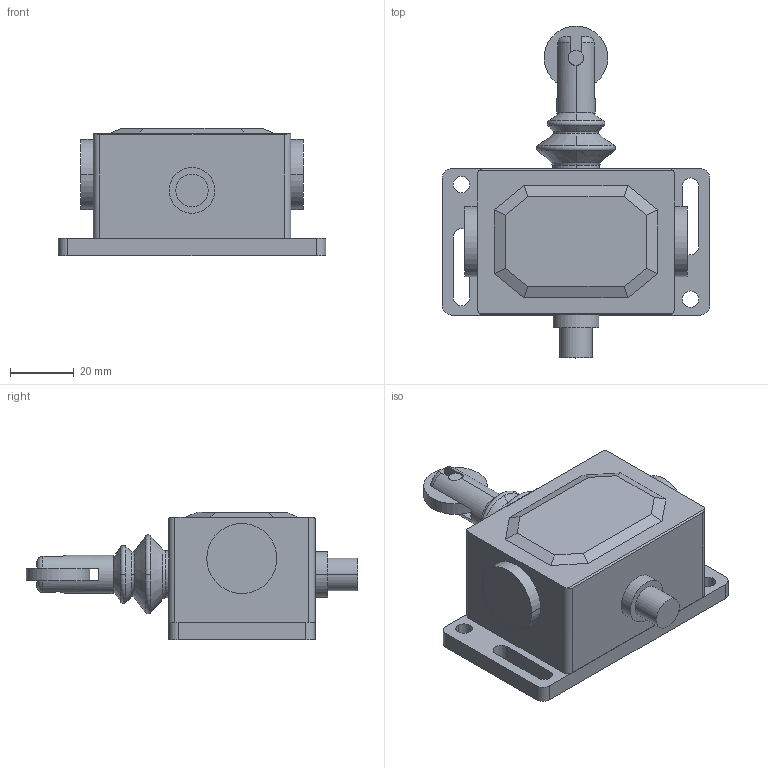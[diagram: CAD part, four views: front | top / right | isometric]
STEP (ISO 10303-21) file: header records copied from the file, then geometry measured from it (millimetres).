
FILE_DESCRIPTION((''),'2;1');
FILE_NAME('3d_PLNA1R.stp','2012-10-03T08:02:29',(''),(''),'Mechanical Desktop 2011','Mechanical Desktop 2011',', , ');
FILE_SCHEMA(('CONFIG_CONTROL_DESIGN'));
Length unit declared in the file: millimetre
Products named in the file (1): Product
Bounding box: 84 x 104.3 x 40 mm (x, y, z)
Volume: 127605.1 mm3; surface area: 32391 mm2
Topology: 10 solids, 10 shells, 117 faces, 292 edges, 199 vertices
Faces by surface type: plane 54, cylinder 37, cone 16, torus 8, bspline 2
Entity records: 4015 total; most frequent: CARTESIAN_POINT 1061, DIRECTION 629, ORIENTED_EDGE 568, EDGE_CURVE 284, AXIS2_PLACEMENT_3D 243, VERTEX_POINT 189, VECTOR 143, LINE 143
